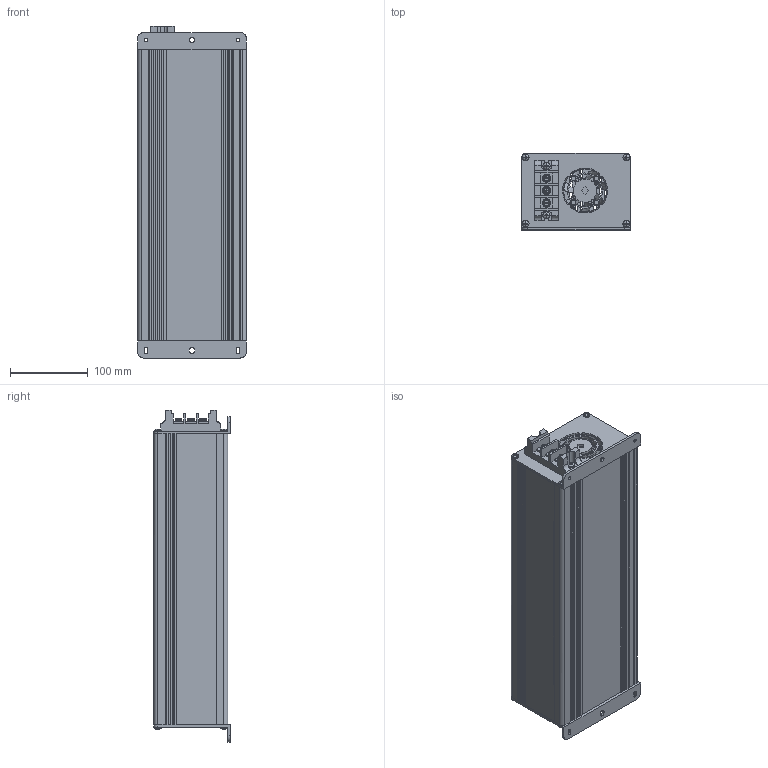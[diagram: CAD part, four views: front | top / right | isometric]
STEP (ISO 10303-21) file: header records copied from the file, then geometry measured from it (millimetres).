
FILE_DESCRIPTION(('FreeCAD Model'),'2;1');
FILE_NAME('Open CASCADE Shape Model','2025-12-29T02:28:31',(''),(''), 'Open CASCADE STEP processor 7.8','FreeCAD','Unknown');
FILE_SCHEMA(('AUTOMOTIVE_DESIGN { 1 0 10303 214 1 1 1 1 }'));
Products named in the file (1): DH375
Bounding box: 140 x 98.5 x 427.5 mm (x, y, z)
Volume: 690334.4 mm3; surface area: 480625.3 mm2
Topology: 1 solids, 1 shells, 1124 faces, 3185 edges, 2078 vertices
Faces by surface type: bspline 1124
Entity records: 42584 total; most frequent: CARTESIAN_POINT 24598, ORIENTED_EDGE 6358, EDGE_CURVE 3179, B_SPLINE_CURVE_WITH_KNOTS 2089, VERTEX_POINT 2078, FACE_BOUND 1235, EDGE_LOOP 1235, ADVANCED_FACE 1124
